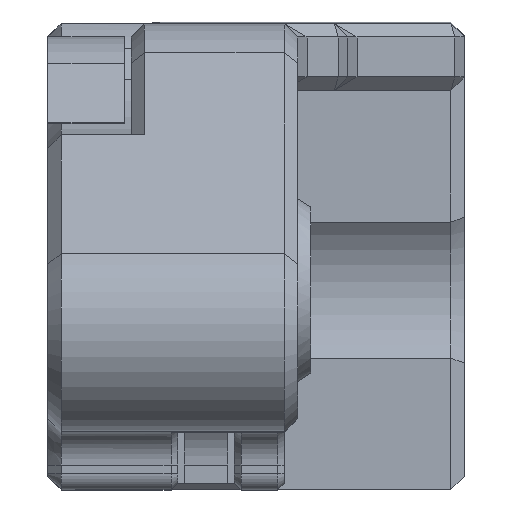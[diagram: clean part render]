
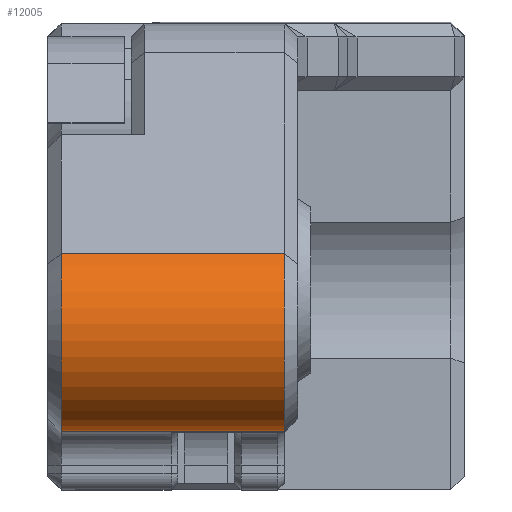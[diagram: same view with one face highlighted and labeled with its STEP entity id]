
A CAD part, left-side view. The second image highlights one B-rep face of the part: STEP entity #12005.
In plain terms, the highlighted cylindrical face has radius 3 mm (diameter 6 mm), a partial arc.
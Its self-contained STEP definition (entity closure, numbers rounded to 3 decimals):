
#317 = DIRECTION ( 'NONE',  ( 0., 0., -1. ) ) ;
#484 = CARTESIAN_POINT ( 'NONE',  ( 0., 0., 2.5 ) ) ;
#802 = AXIS2_PLACEMENT_3D ( 'NONE', #4453, #15386, #5762 ) ;
#821 = VERTEX_POINT ( 'NONE', #8456 ) ;
#1755 = LINE ( 'NONE', #11132, #9542 ) ;
#1976 = VERTEX_POINT ( 'NONE', #5321 ) ;
#2731 = AXIS2_PLACEMENT_3D ( 'NONE', #484, #317, #10998 ) ;
#3635 = CIRCLE ( 'NONE', #802, 3. ) ;
#3828 = ORIENTED_EDGE ( 'NONE', *, *, #12647, .T. ) ;
#4213 = AXIS2_PLACEMENT_3D ( 'NONE', #4913, #15836, #6477 ) ;
#4369 = CARTESIAN_POINT ( 'NONE',  ( 0., 3., 7.1 ) ) ;
#4453 = CARTESIAN_POINT ( 'NONE',  ( 0., 0., 7.1 ) ) ;
#4913 = CARTESIAN_POINT ( 'NONE',  ( 0., 0., 0.4 ) ) ;
#5311 = VECTOR ( 'NONE', #11411, 1000. ) ;
#5321 = CARTESIAN_POINT ( 'NONE',  ( 0., 3., 7.1 ) ) ;
#5762 = DIRECTION ( 'NONE',  ( 1., 0., 0. ) ) ;
#5868 = FACE_OUTER_BOUND ( 'NONE', #10752, .T. ) ;
#6477 = DIRECTION ( 'NONE',  ( -1., 0., 0. ) ) ;
#8239 = EDGE_CURVE ( 'NONE', #11104, #821, #13796, .T. ) ;
#8422 = EDGE_CURVE ( 'NONE', #12362, #1976, #3635, .T. ) ;
#8432 = EDGE_CURVE ( 'NONE', #1976, #11104, #12747, .T. ) ;
#8456 = CARTESIAN_POINT ( 'NONE',  ( 1.869, -2.347, 0.4 ) ) ;
#9083 = ORIENTED_EDGE ( 'NONE', *, *, #8432, .F. ) ;
#9542 = VECTOR ( 'NONE', #16518, 1000. ) ;
#10752 = EDGE_LOOP ( 'NONE', ( #12829, #3828, #14764, #9083 ) ) ;
#10998 = DIRECTION ( 'NONE',  ( 0.944, 0.33, 0. ) ) ;
#11104 = VERTEX_POINT ( 'NONE', #16326 ) ;
#11132 = CARTESIAN_POINT ( 'NONE',  ( 1.869, -2.347, 7.1 ) ) ;
#11411 = DIRECTION ( 'NONE',  ( 0., 0., -1. ) ) ;
#12005 = ADVANCED_FACE ( 'NONE', ( #5868 ), #12337, .T. ) ;
#12337 = CYLINDRICAL_SURFACE ( 'NONE', #2731, 3. ) ;
#12362 = VERTEX_POINT ( 'NONE', #16795 ) ;
#12647 = EDGE_CURVE ( 'NONE', #12362, #821, #1755, .T. ) ;
#12747 = LINE ( 'NONE', #4369, #5311 ) ;
#12829 = ORIENTED_EDGE ( 'NONE', *, *, #8422, .F. ) ;
#13796 = CIRCLE ( 'NONE', #4213, 3. ) ;
#14764 = ORIENTED_EDGE ( 'NONE', *, *, #8239, .F. ) ;
#15386 = DIRECTION ( 'NONE',  ( 0., 0., 1. ) ) ;
#15836 = DIRECTION ( 'NONE',  ( 0., 0., -1. ) ) ;
#16326 = CARTESIAN_POINT ( 'NONE',  ( 0., 3., 0.4 ) ) ;
#16518 = DIRECTION ( 'NONE',  ( 0., 0., -1. ) ) ;
#16795 = CARTESIAN_POINT ( 'NONE',  ( 1.869, -2.347, 7.1 ) ) ;
